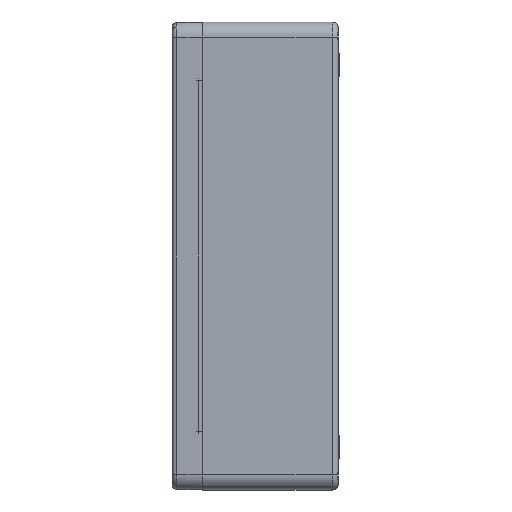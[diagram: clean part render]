
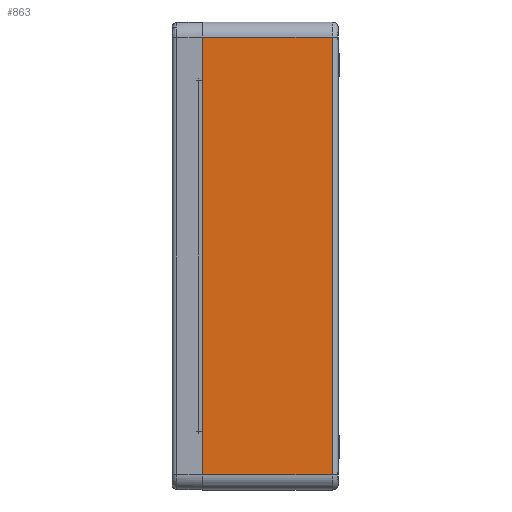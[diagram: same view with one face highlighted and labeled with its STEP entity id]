
A CAD part, left-side view. The second image highlights one B-rep face of the part: STEP entity #863.
In plain terms, the highlighted planar face has unit normal (-1, 0, 0).
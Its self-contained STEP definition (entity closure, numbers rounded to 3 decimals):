
#744 = EDGE_CURVE ( 'NONE', #775, #780, #7747, .T. ) ;
#757 = EDGE_CURVE ( 'NONE', #780, #940, #7781, .T. ) ;
#771 = ORIENTED_EDGE ( 'NONE', *, *, #757, .T. ) ;
#775 = VERTEX_POINT ( 'NONE', #7758 ) ;
#780 = VERTEX_POINT ( 'NONE', #7787 ) ;
#785 = ORIENTED_EDGE ( 'NONE', *, *, #744, .T. ) ;
#815 = EDGE_LOOP ( 'NONE', ( #861, #785, #771, #952 ) ) ;
#848 = VERTEX_POINT ( 'NONE', #8021 ) ;
#861 = ORIENTED_EDGE ( 'NONE', *, *, #867, .T. ) ;
#863 = ADVANCED_FACE ( 'NONE', ( #8061 ), #8058, .T. ) ;
#867 = EDGE_CURVE ( 'NONE', #848, #775, #8050, .T. ) ;
#883 = EDGE_CURVE ( 'NONE', #848, #940, #8140, .T. ) ;
#940 = VERTEX_POINT ( 'NONE', #8366 ) ;
#952 = ORIENTED_EDGE ( 'NONE', *, *, #883, .F. ) ;
#7744 = DIRECTION ( 'NONE',  ( 0., 0., 1. ) ) ;
#7745 = VECTOR ( 'NONE', #7744, 1000. ) ;
#7746 = CARTESIAN_POINT ( 'NONE',  ( -300., -86., 145. ) ) ;
#7747 = LINE ( 'NONE', #7746, #7745 ) ;
#7758 = CARTESIAN_POINT ( 'NONE',  ( -300., -86., -145. ) ) ;
#7778 = DIRECTION ( 'NONE',  ( 0., 1., 0. ) ) ;
#7779 = VECTOR ( 'NONE', #7778, 1000. ) ;
#7780 = CARTESIAN_POINT ( 'NONE',  ( -300., -90., 145. ) ) ;
#7781 = LINE ( 'NONE', #7780, #7779 ) ;
#7787 = CARTESIAN_POINT ( 'NONE',  ( -300., -86., 145. ) ) ;
#8021 = CARTESIAN_POINT ( 'NONE',  ( -300., 0., -145. ) ) ;
#8044 = DIRECTION ( 'NONE',  ( 0., -1., 0. ) ) ;
#8045 = VECTOR ( 'NONE', #8044, 1000. ) ;
#8046 = CARTESIAN_POINT ( 'NONE',  ( -300., -90., -145. ) ) ;
#8050 = LINE ( 'NONE', #8046, #8045 ) ;
#8053 = DIRECTION ( 'NONE',  ( 0., 0., 1. ) ) ;
#8055 = DIRECTION ( 'NONE',  ( -1., 0., 0. ) ) ;
#8056 = CARTESIAN_POINT ( 'NONE',  ( -300., -90., -155. ) ) ;
#8057 = AXIS2_PLACEMENT_3D ( 'NONE', #8056, #8055, #8053 ) ;
#8058 = PLANE ( 'NONE',  #8057 ) ;
#8061 = FACE_OUTER_BOUND ( 'NONE', #815, .T. ) ;
#8106 = DIRECTION ( 'NONE',  ( 0., 0., 1. ) ) ;
#8107 = VECTOR ( 'NONE', #8106, 1000. ) ;
#8108 = CARTESIAN_POINT ( 'NONE',  ( -300., 0., -155. ) ) ;
#8140 = LINE ( 'NONE', #8108, #8107 ) ;
#8366 = CARTESIAN_POINT ( 'NONE',  ( -300., 0., 145. ) ) ;
